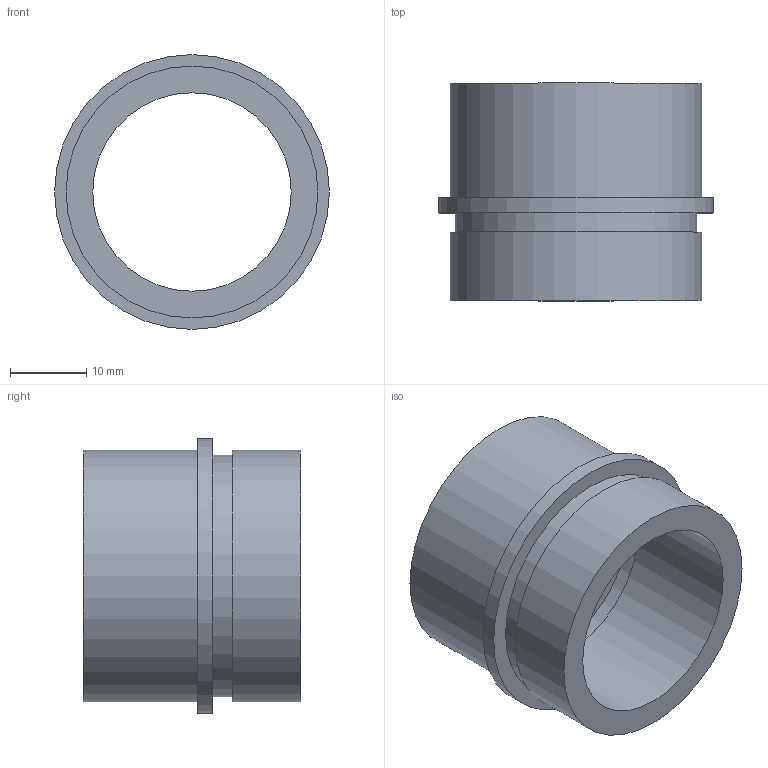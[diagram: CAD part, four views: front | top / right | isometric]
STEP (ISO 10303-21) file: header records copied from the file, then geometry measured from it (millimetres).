
FILE_DESCRIPTION(/* description */ (''),/* implementation_level */ '2;1');
FILE_NAME(/* name */ 'Heated tube-top lid connector.stp',/* time_stamp */ '2020-08-22T12:50:17-04:00',/* author */ ('ignac'),/* organization */ (''),/* preprocessor_version */ 'ST-DEVELOPER v18',/* originating_system */ 'Autodesk Inventor 2020',/* authorisation */ '');
FILE_SCHEMA (('AUTOMOTIVE_DESIGN { 1 0 10303 214 3 1 1 }'));
Length unit declared in the file: millimetre
Products named in the file (1): Heated tube-top connector
Bounding box: 36 x 28.5 x 36 mm (x, y, z)
Volume: 9067.3 mm3; surface area: 6662.1 mm2
Topology: 1 solids, 1 shells, 14 faces, 35 edges, 28 vertices
Faces by surface type: cylinder 7, plane 7
Full cylindrical faces by diameter (mm): 26 x2, 28.7 x1, 31.6 x1, 33 x2, 36 x1
Entity records: 504 total; most frequent: DIRECTION 93, CARTESIAN_POINT 78, ORIENTED_EDGE 70, AXIS2_PLACEMENT_3D 43, EDGE_CURVE 35, CIRCLE 28, VERTEX_POINT 28, EDGE_LOOP 21
